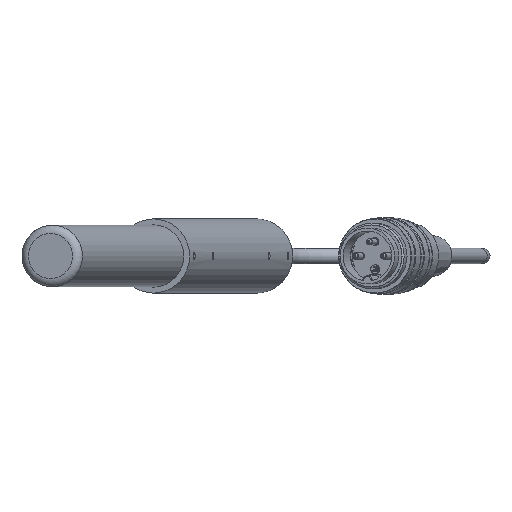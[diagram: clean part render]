
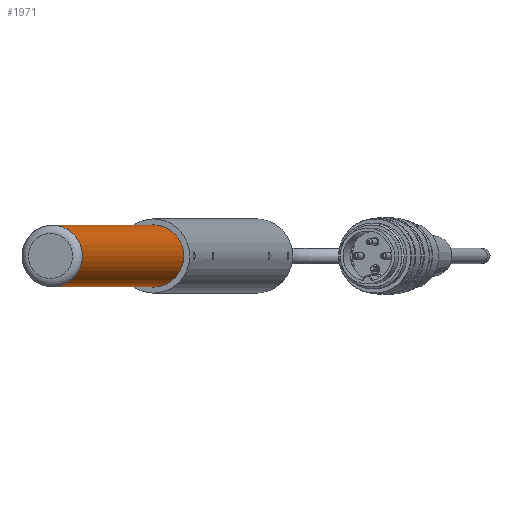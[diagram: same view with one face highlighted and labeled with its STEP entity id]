
A CAD part, left-side view. The second image highlights one B-rep face of the part: STEP entity #1971.
In plain terms, the highlighted cylindrical face has radius 7.5 mm (diameter 15 mm), a full revolution.
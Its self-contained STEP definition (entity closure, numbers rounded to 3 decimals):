
#392=CIRCLE('',#2216,7.5);
#394=CIRCLE('',#2219,7.5);
#478=FACE_BOUND('',#808,.T.);
#601=FACE_OUTER_BOUND('',#807,.T.);
#807=EDGE_LOOP('',(#1674));
#808=EDGE_LOOP('',(#1675));
#1002=VERTEX_POINT('',#4043);
#1004=VERTEX_POINT('',#4048);
#1227=EDGE_CURVE('',#1002,#1002,#392,.T.);
#1229=EDGE_CURVE('',#1004,#1004,#394,.T.);
#1674=ORIENTED_EDGE('',*,*,#1229,.T.);
#1675=ORIENTED_EDGE('',*,*,#1227,.F.);
#1720=CYLINDRICAL_SURFACE('',#2218,7.5);
#1971=ADVANCED_FACE('',(#601,#478),#1720,.T.);
#2216=AXIS2_PLACEMENT_3D('',#4044,#2752,#2753);
#2218=AXIS2_PLACEMENT_3D('',#4047,#2756,#2757);
#2219=AXIS2_PLACEMENT_3D('',#4049,#2758,#2759);
#2752=DIRECTION('center_axis',(-0.974,0.227,0.));
#2753=DIRECTION('ref_axis',(0.,0.,1.));
#2756=DIRECTION('center_axis',(-0.974,0.227,0.));
#2757=DIRECTION('ref_axis',(0.,0.,
-1.));
#2758=DIRECTION('center_axis',(-0.974,0.227,0.));
#2759=DIRECTION('ref_axis',(0.227,0.974,0.));
#4043=CARTESIAN_POINT('',(-353.827,120.536,-0.947));
#4044=CARTESIAN_POINT('Origin',(-353.827,120.536,6.553));
#4047=CARTESIAN_POINT('Origin',(-272.999,101.67,6.553));
#4048=CARTESIAN_POINT('',(-190.224,82.35,-0.947));
#4049=CARTESIAN_POINT('Origin',(-190.224,82.35,6.553));
